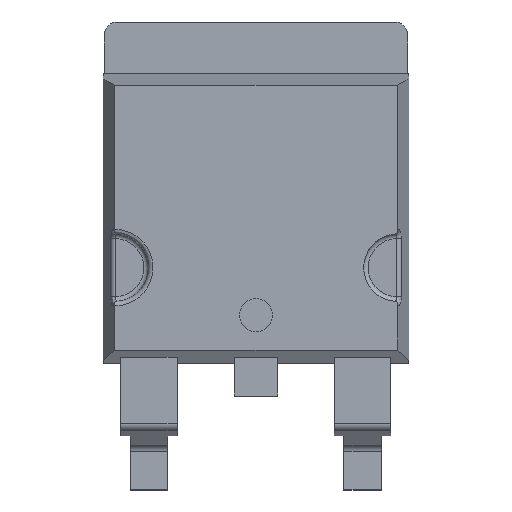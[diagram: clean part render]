
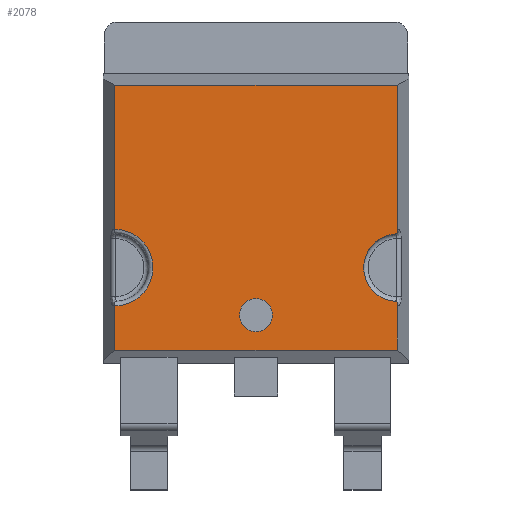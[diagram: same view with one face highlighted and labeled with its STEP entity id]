
A CAD part, top view. The second image highlights one B-rep face of the part: STEP entity #2078.
In plain terms, the highlighted planar face has unit normal (0, 0, 1).
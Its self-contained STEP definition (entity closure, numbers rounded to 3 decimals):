
#50=CIRCLE('',#2178,0.352);
#51=CIRCLE('',#2179,0.719);
#52=CIRCLE('',#2180,0.817);
#77=B_SPLINE_CURVE_WITH_KNOTS('',3,(#2894,#2895,#2896,#2897),
 .UNSPECIFIED.,.F.,.F.,(4,4),(0.,0.),.UNSPECIFIED.);
#78=B_SPLINE_CURVE_WITH_KNOTS('',3,(#2905,#2906,#2907,#2908),
 .UNSPECIFIED.,.F.,.F.,(4,4),(0.,0.),
 .UNSPECIFIED.);
#305=ORIENTED_EDGE('',*,*,#661,.T.);
#306=ORIENTED_EDGE('',*,*,#662,.F.);
#307=ORIENTED_EDGE('',*,*,#663,.T.);
#308=ORIENTED_EDGE('',*,*,#664,.T.);
#309=ORIENTED_EDGE('',*,*,#646,.F.);
#310=ORIENTED_EDGE('',*,*,#551,.F.);
#311=ORIENTED_EDGE('',*,*,#665,.T.);
#312=ORIENTED_EDGE('',*,*,#545,.F.);
#313=ORIENTED_EDGE('',*,*,#666,.T.);
#314=ORIENTED_EDGE('',*,*,#667,.T.);
#315=ORIENTED_EDGE('',*,*,#668,.T.);
#545=EDGE_CURVE('',#771,#772,#921,.T.);
#551=EDGE_CURVE('',#777,#778,#923,.T.);
#646=EDGE_CURVE('',#778,#846,#1002,.T.);
#661=EDGE_CURVE('',#854,#854,#50,.T.);
#662=EDGE_CURVE('',#855,#856,#51,.T.);
#663=EDGE_CURVE('',#855,#857,#77,.T.);
#664=EDGE_CURVE('',#857,#846,#1017,.T.);
#665=EDGE_CURVE('',#777,#772,#52,.F.);
#666=EDGE_CURVE('',#771,#858,#1018,.T.);
#667=EDGE_CURVE('',#858,#859,#1019,.T.);
#668=EDGE_CURVE('',#859,#856,#78,.T.);
#771=VERTEX_POINT('',#2638);
#772=VERTEX_POINT('',#2639);
#777=VERTEX_POINT('',#2661);
#778=VERTEX_POINT('',#2663);
#846=VERTEX_POINT('',#2859);
#854=VERTEX_POINT('',#2890);
#855=VERTEX_POINT('',#2892);
#856=VERTEX_POINT('',#2893);
#857=VERTEX_POINT('',#2898);
#858=VERTEX_POINT('',#2902);
#859=VERTEX_POINT('',#2904);
#921=LINE('',#2637,#1090);
#923=LINE('',#2662,#1092);
#1002=LINE('',#2858,#1171);
#1017=LINE('',#2899,#1186);
#1018=LINE('',#2901,#1187);
#1019=LINE('',#2903,#1188);
#1090=VECTOR('',#2244,1000.);
#1092=VECTOR('',#2246,1000.);
#1171=VECTOR('',#2407,1000.);
#1186=VECTOR('',#2442,1000.);
#1187=VECTOR('',#2445,1000.);
#1188=VECTOR('',#2446,1000.);
#1294=EDGE_LOOP('',(#305));
#1295=EDGE_LOOP('',(#306,#307,#308,#309,#310,#311,#312,#313,#314,#315));
#1376=FACE_BOUND('',#1294,.T.);
#1377=FACE_BOUND('',#1295,.T.);
#1452=PLANE('',#2177);
#2078=ADVANCED_FACE('',(#1376,#1377),#1452,.T.);
#2177=AXIS2_PLACEMENT_3D('',#2888,#2436,#2437);
#2178=AXIS2_PLACEMENT_3D('',#2889,#2438,#2439);
#2179=AXIS2_PLACEMENT_3D('',#2891,#2440,#2441);
#2180=AXIS2_PLACEMENT_3D('',#2900,#2443,#2444);
#2244=DIRECTION('',(0.,1.,0.));
#2246=DIRECTION('',(0.,1.,0.));
#2407=DIRECTION('',(1.,0.,0.));
#2436=DIRECTION('',(0.,0.,1.));
#2437=DIRECTION('',(1.,0.,0.));
#2438=DIRECTION('',(0.,0.,-1.));
#2439=DIRECTION('',(1.,0.,0.));
#2440=DIRECTION('',(0.,0.,1.));
#2441=DIRECTION('',(1.,0.,0.));
#2442=DIRECTION('',(0.,1.,0.));
#2443=DIRECTION('',(0.,0.,1.));
#2444=DIRECTION('',(1.,0.,0.));
#2445=DIRECTION('',(1.,0.,0.));
#2446=DIRECTION('',(0.,1.,0.));
#2637=CARTESIAN_POINT('',(-3.009,-12.451,1.165));
#2638=CARTESIAN_POINT('',(-3.009,-2.809,1.165));
#2639=CARTESIAN_POINT('',(-3.009,-1.868,1.165));
#2661=CARTESIAN_POINT('',(-3.009,-0.235,1.165));
#2662=CARTESIAN_POINT('',(-3.009,-12.451,1.165));
#2663=CARTESIAN_POINT('',(-3.009,2.835,1.165));
#2858=CARTESIAN_POINT('',(-12.738,2.835,1.165));
#2859=CARTESIAN_POINT('',(3.009,2.835,1.165));
#2888=CARTESIAN_POINT('',(0.,0.,1.165));
#2889=CARTESIAN_POINT('',(0.,-2.061,1.165));
#2890=CARTESIAN_POINT('',(0.352,-2.061,1.165));
#2891=CARTESIAN_POINT('',(3.009,-1.051,1.165));
#2892=CARTESIAN_POINT('',(2.997,-0.332,1.165));
#2893=CARTESIAN_POINT('',(2.997,-1.77,1.165));
#2894=CARTESIAN_POINT('',(2.997,-0.332,1.165));
#2895=CARTESIAN_POINT('',(3.004,-0.313,1.165));
#2896=CARTESIAN_POINT('',(3.009,-0.292,1.165));
#2897=CARTESIAN_POINT('',(3.009,-0.271,1.165));
#2898=CARTESIAN_POINT('',(3.009,-0.271,1.165));
#2899=CARTESIAN_POINT('',(3.009,-12.451,1.165));
#2900=CARTESIAN_POINT('',(-3.009,-1.051,1.165));
#2901=CARTESIAN_POINT('',(-12.738,-2.809,1.165));
#2902=CARTESIAN_POINT('',(3.009,-2.809,1.165));
#2903=CARTESIAN_POINT('',(3.009,-12.451,1.165));
#2904=CARTESIAN_POINT('',(3.009,-1.832,1.165));
#2905=CARTESIAN_POINT('',(3.009,-1.832,1.165));
#2906=CARTESIAN_POINT('',(3.009,-1.81,1.165));
#2907=CARTESIAN_POINT('',(3.004,-1.79,1.165));
#2908=CARTESIAN_POINT('',(2.997,-1.77,1.165));
